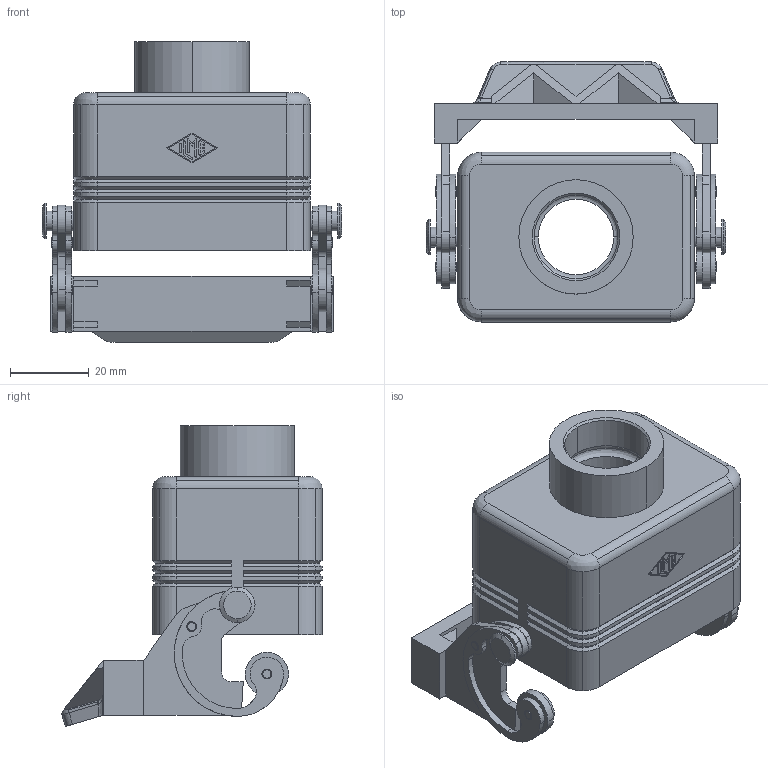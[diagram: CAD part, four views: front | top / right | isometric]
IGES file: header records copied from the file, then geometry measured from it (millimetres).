
Global section: file name: No Iges File Name specified; native system: AutoDesk Inventor R6.1; preprocessor: AutoDesk Inventor Iges Exporter R6.1; author: No Author specified; organization: No Organization specified; date: 20061212.110106; units: millimetre
Bounding box: 76 x 65.99 x 76.32 mm (x, y, z)
Volume: 50607.1 mm3; surface area: 31073.8 mm2
Topology: 1 solids, 3 shells, 540 faces, 1370 edges, 854 vertices
Faces by surface type: plane 186, bspline 156, cylinder 90, cone 50, revolution 48, torus 10
